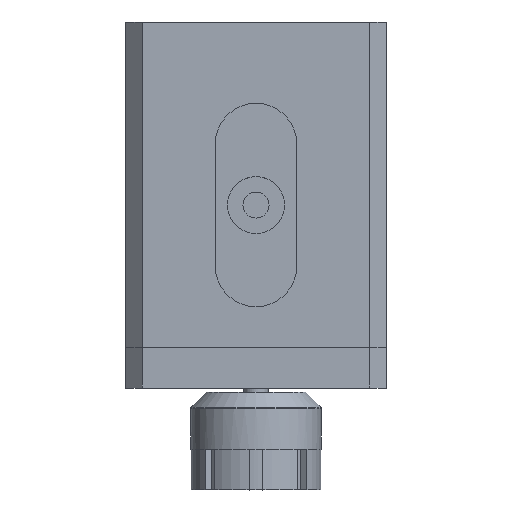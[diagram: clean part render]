
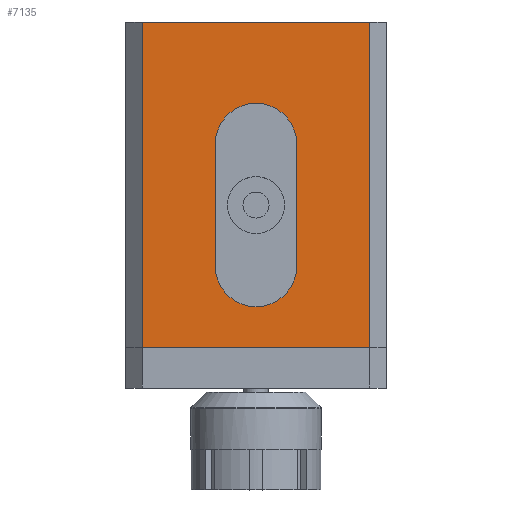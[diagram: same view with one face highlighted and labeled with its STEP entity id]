
A CAD part, top view. The second image highlights one B-rep face of the part: STEP entity #7135.
In plain terms, the highlighted planar face has unit normal (0, 0, 1).
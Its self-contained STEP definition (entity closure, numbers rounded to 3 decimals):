
#5093 = PLANE('',#5094);
#5094 = AXIS2_PLACEMENT_3D('',#5095,#5096,#5097);
#5095 = CARTESIAN_POINT('',(-16.,0.,13.));
#5096 = DIRECTION('',(0.,0.,1.));
#5097 = DIRECTION('',(1.,0.,0.));
#5278 = PLANE('',#5279);
#5279 = AXIS2_PLACEMENT_3D('',#5280,#5281,#5282);
#5280 = CARTESIAN_POINT('',(-15.,40.,12.));
#5281 = DIRECTION('',(-0.707,0.,0.707));
#5282 = DIRECTION('',(0.,-1.,0.));
#5306 = PLANE('',#5307);
#5307 = AXIS2_PLACEMENT_3D('',#5308,#5309,#5310);
#5308 = CARTESIAN_POINT('',(0.,40.,-0.583));
#5309 = DIRECTION('',(0.,1.,0.));
#5310 = DIRECTION('',(0.,0.,1.));
#5371 = VERTEX_POINT('',#5372);
#5372 = CARTESIAN_POINT('',(-14.,0.,13.));
#6184 = CYLINDRICAL_SURFACE('',#6185,5.);
#6185 = AXIS2_PLACEMENT_3D('',#6186,#6187,#6188);
#6186 = CARTESIAN_POINT('',(0.,10.,13.));
#6187 = DIRECTION('',(0.,0.,1.));
#6188 = DIRECTION('',(-1.,0.,0.));
#6212 = PLANE('',#6213);
#6213 = AXIS2_PLACEMENT_3D('',#6214,#6215,#6216);
#6214 = CARTESIAN_POINT('',(-5.,25.,13.));
#6215 = DIRECTION('',(-1.,-0.,0.));
#6216 = DIRECTION('',(0.,-1.,0.));
#6241 = CYLINDRICAL_SURFACE('',#6242,5.);
#6242 = AXIS2_PLACEMENT_3D('',#6243,#6244,#6245);
#6243 = CARTESIAN_POINT('',(0.,25.,13.));
#6244 = DIRECTION('',(0.,0.,1.));
#6245 = DIRECTION('',(-1.,0.,0.));
#6267 = PLANE('',#6268);
#6268 = AXIS2_PLACEMENT_3D('',#6269,#6270,#6271);
#6269 = CARTESIAN_POINT('',(5.,10.,13.));
#6270 = DIRECTION('',(1.,0.,0.));
#6271 = DIRECTION('',(-0.,1.,0.));
#6408 = EDGE_CURVE('',#5371,#6409,#6411,.T.);
#6409 = VERTEX_POINT('',#6410);
#6410 = CARTESIAN_POINT('',(14.,0.,13.));
#6411 = SURFACE_CURVE('',#6412,(#6416,#6423),.PCURVE_S1.);
#6412 = LINE('',#6413,#6414);
#6413 = CARTESIAN_POINT('',(-16.,0.,13.));
#6414 = VECTOR('',#6415,1.);
#6415 = DIRECTION('',(1.,0.,0.));
#6416 = PCURVE('',#5093,#6417);
#6417 = DEFINITIONAL_REPRESENTATION('',(#6418),#6422);
#6418 = LINE('',#6419,#6420);
#6419 = CARTESIAN_POINT('',(0.,0.));
#6420 = VECTOR('',#6421,1.);
#6421 = DIRECTION('',(1.,0.));
#6422 = ( GEOMETRIC_REPRESENTATION_CONTEXT(2) 
PARAMETRIC_REPRESENTATION_CONTEXT() REPRESENTATION_CONTEXT('2D SPACE',''
  ) );
#6423 = PCURVE('',#6424,#6429);
#6424 = PLANE('',#6425);
#6425 = AXIS2_PLACEMENT_3D('',#6426,#6427,#6428);
#6426 = CARTESIAN_POINT('',(16.,0.,13.));
#6427 = DIRECTION('',(0.,0.,1.));
#6428 = DIRECTION('',(-1.,0.,0.));
#6429 = DEFINITIONAL_REPRESENTATION('',(#6430),#6434);
#6430 = LINE('',#6431,#6432);
#6431 = CARTESIAN_POINT('',(32.,0.));
#6432 = VECTOR('',#6433,1.);
#6433 = DIRECTION('',(-1.,-0.));
#6434 = ( GEOMETRIC_REPRESENTATION_CONTEXT(2) 
PARAMETRIC_REPRESENTATION_CONTEXT() REPRESENTATION_CONTEXT('2D SPACE',''
  ) );
#6476 = PLANE('',#6477);
#6477 = AXIS2_PLACEMENT_3D('',#6478,#6479,#6480);
#6478 = CARTESIAN_POINT('',(15.,40.,12.));
#6479 = DIRECTION('',(0.707,0.,0.707));
#6480 = DIRECTION('',(0.,-1.,0.));
#6502 = VERTEX_POINT('',#6503);
#6503 = CARTESIAN_POINT('',(-14.,40.,13.));
#6526 = EDGE_CURVE('',#6502,#5371,#6527,.T.);
#6527 = SURFACE_CURVE('',#6528,(#6532,#6539),.PCURVE_S1.);
#6528 = LINE('',#6529,#6530);
#6529 = CARTESIAN_POINT('',(-14.,40.,13.));
#6530 = VECTOR('',#6531,1.);
#6531 = DIRECTION('',(0.,-1.,0.));
#6532 = PCURVE('',#5278,#6533);
#6533 = DEFINITIONAL_REPRESENTATION('',(#6534),#6538);
#6534 = LINE('',#6535,#6536);
#6535 = CARTESIAN_POINT('',(0.,1.414));
#6536 = VECTOR('',#6537,1.);
#6537 = DIRECTION('',(1.,0.));
#6538 = ( GEOMETRIC_REPRESENTATION_CONTEXT(2) 
PARAMETRIC_REPRESENTATION_CONTEXT() REPRESENTATION_CONTEXT('2D SPACE',''
  ) );
#6539 = PCURVE('',#6424,#6540);
#6540 = DEFINITIONAL_REPRESENTATION('',(#6541),#6545);
#6541 = LINE('',#6542,#6543);
#6542 = CARTESIAN_POINT('',(30.,-40.));
#6543 = VECTOR('',#6544,1.);
#6544 = DIRECTION('',(-0.,1.));
#6545 = ( GEOMETRIC_REPRESENTATION_CONTEXT(2) 
PARAMETRIC_REPRESENTATION_CONTEXT() REPRESENTATION_CONTEXT('2D SPACE',''
  ) );
#6622 = EDGE_CURVE('',#6623,#6502,#6625,.T.);
#6623 = VERTEX_POINT('',#6624);
#6624 = CARTESIAN_POINT('',(14.,40.,13.));
#6625 = SURFACE_CURVE('',#6626,(#6630,#6637),.PCURVE_S1.);
#6626 = LINE('',#6627,#6628);
#6627 = CARTESIAN_POINT('',(16.,40.,13.));
#6628 = VECTOR('',#6629,1.);
#6629 = DIRECTION('',(-1.,0.,-0.));
#6630 = PCURVE('',#5306,#6631);
#6631 = DEFINITIONAL_REPRESENTATION('',(#6632),#6636);
#6632 = LINE('',#6633,#6634);
#6633 = CARTESIAN_POINT('',(13.583,16.));
#6634 = VECTOR('',#6635,1.);
#6635 = DIRECTION('',(-0.,-1.));
#6636 = ( GEOMETRIC_REPRESENTATION_CONTEXT(2) 
PARAMETRIC_REPRESENTATION_CONTEXT() REPRESENTATION_CONTEXT('2D SPACE',''
  ) );
#6637 = PCURVE('',#6424,#6638);
#6638 = DEFINITIONAL_REPRESENTATION('',(#6639),#6643);
#6639 = LINE('',#6640,#6641);
#6640 = CARTESIAN_POINT('',(0.,-40.));
#6641 = VECTOR('',#6642,1.);
#6642 = DIRECTION('',(1.,0.));
#6643 = ( GEOMETRIC_REPRESENTATION_CONTEXT(2) 
PARAMETRIC_REPRESENTATION_CONTEXT() REPRESENTATION_CONTEXT('2D SPACE',''
  ) );
#6941 = EDGE_CURVE('',#6942,#6944,#6946,.T.);
#6942 = VERTEX_POINT('',#6943);
#6943 = CARTESIAN_POINT('',(-5.,10.,13.));
#6944 = VERTEX_POINT('',#6945);
#6945 = CARTESIAN_POINT('',(5.,10.,13.));
#6946 = SURFACE_CURVE('',#6947,(#6952,#6959),.PCURVE_S1.);
#6947 = CIRCLE('',#6948,5.);
#6948 = AXIS2_PLACEMENT_3D('',#6949,#6950,#6951);
#6949 = CARTESIAN_POINT('',(0.,10.,13.));
#6950 = DIRECTION('',(0.,0.,1.));
#6951 = DIRECTION('',(-1.,0.,0.));
#6952 = PCURVE('',#6184,#6953);
#6953 = DEFINITIONAL_REPRESENTATION('',(#6954),#6958);
#6954 = LINE('',#6955,#6956);
#6955 = CARTESIAN_POINT('',(0.,0.));
#6956 = VECTOR('',#6957,1.);
#6957 = DIRECTION('',(1.,0.));
#6958 = ( GEOMETRIC_REPRESENTATION_CONTEXT(2) 
PARAMETRIC_REPRESENTATION_CONTEXT() REPRESENTATION_CONTEXT('2D SPACE',''
  ) );
#6959 = PCURVE('',#6424,#6960);
#6960 = DEFINITIONAL_REPRESENTATION('',(#6961),#6965);
#6961 = CIRCLE('',#6962,5.);
#6962 = AXIS2_PLACEMENT_2D('',#6963,#6964);
#6963 = CARTESIAN_POINT('',(16.,-10.));
#6964 = DIRECTION('',(1.,0.));
#6965 = ( GEOMETRIC_REPRESENTATION_CONTEXT(2) 
PARAMETRIC_REPRESENTATION_CONTEXT() REPRESENTATION_CONTEXT('2D SPACE',''
  ) );
#7013 = EDGE_CURVE('',#6944,#7014,#7016,.T.);
#7014 = VERTEX_POINT('',#7015);
#7015 = CARTESIAN_POINT('',(5.,25.,13.));
#7016 = SURFACE_CURVE('',#7017,(#7021,#7028),.PCURVE_S1.);
#7017 = LINE('',#7018,#7019);
#7018 = CARTESIAN_POINT('',(5.,10.,13.));
#7019 = VECTOR('',#7020,1.);
#7020 = DIRECTION('',(0.,1.,0.));
#7021 = PCURVE('',#6267,#7022);
#7022 = DEFINITIONAL_REPRESENTATION('',(#7023),#7027);
#7023 = LINE('',#7024,#7025);
#7024 = CARTESIAN_POINT('',(0.,0.));
#7025 = VECTOR('',#7026,1.);
#7026 = DIRECTION('',(1.,0.));
#7027 = ( GEOMETRIC_REPRESENTATION_CONTEXT(2) 
PARAMETRIC_REPRESENTATION_CONTEXT() REPRESENTATION_CONTEXT('2D SPACE',''
  ) );
#7028 = PCURVE('',#6424,#7029);
#7029 = DEFINITIONAL_REPRESENTATION('',(#7030),#7034);
#7030 = LINE('',#7031,#7032);
#7031 = CARTESIAN_POINT('',(11.,-10.));
#7032 = VECTOR('',#7033,1.);
#7033 = DIRECTION('',(0.,-1.));
#7034 = ( GEOMETRIC_REPRESENTATION_CONTEXT(2) 
PARAMETRIC_REPRESENTATION_CONTEXT() REPRESENTATION_CONTEXT('2D SPACE',''
  ) );
#7062 = EDGE_CURVE('',#7014,#7063,#7065,.T.);
#7063 = VERTEX_POINT('',#7064);
#7064 = CARTESIAN_POINT('',(-5.,25.,13.));
#7065 = SURFACE_CURVE('',#7066,(#7071,#7078),.PCURVE_S1.);
#7066 = CIRCLE('',#7067,5.);
#7067 = AXIS2_PLACEMENT_3D('',#7068,#7069,#7070);
#7068 = CARTESIAN_POINT('',(0.,25.,13.));
#7069 = DIRECTION('',(0.,0.,1.));
#7070 = DIRECTION('',(-1.,0.,0.));
#7071 = PCURVE('',#6241,#7072);
#7072 = DEFINITIONAL_REPRESENTATION('',(#7073),#7077);
#7073 = LINE('',#7074,#7075);
#7074 = CARTESIAN_POINT('',(0.,0.));
#7075 = VECTOR('',#7076,1.);
#7076 = DIRECTION('',(1.,0.));
#7077 = ( GEOMETRIC_REPRESENTATION_CONTEXT(2) 
PARAMETRIC_REPRESENTATION_CONTEXT() REPRESENTATION_CONTEXT('2D SPACE',''
  ) );
#7078 = PCURVE('',#6424,#7079);
#7079 = DEFINITIONAL_REPRESENTATION('',(#7080),#7084);
#7080 = CIRCLE('',#7081,5.);
#7081 = AXIS2_PLACEMENT_2D('',#7082,#7083);
#7082 = CARTESIAN_POINT('',(16.,-25.));
#7083 = DIRECTION('',(1.,0.));
#7084 = ( GEOMETRIC_REPRESENTATION_CONTEXT(2) 
PARAMETRIC_REPRESENTATION_CONTEXT() REPRESENTATION_CONTEXT('2D SPACE',''
  ) );
#7112 = EDGE_CURVE('',#7063,#6942,#7113,.T.);
#7113 = SURFACE_CURVE('',#7114,(#7118,#7125),.PCURVE_S1.);
#7114 = LINE('',#7115,#7116);
#7115 = CARTESIAN_POINT('',(-5.,25.,13.));
#7116 = VECTOR('',#7117,1.);
#7117 = DIRECTION('',(-0.,-1.,0.));
#7118 = PCURVE('',#6212,#7119);
#7119 = DEFINITIONAL_REPRESENTATION('',(#7120),#7124);
#7120 = LINE('',#7121,#7122);
#7121 = CARTESIAN_POINT('',(0.,0.));
#7122 = VECTOR('',#7123,1.);
#7123 = DIRECTION('',(1.,0.));
#7124 = ( GEOMETRIC_REPRESENTATION_CONTEXT(2) 
PARAMETRIC_REPRESENTATION_CONTEXT() REPRESENTATION_CONTEXT('2D SPACE',''
  ) );
#7125 = PCURVE('',#6424,#7126);
#7126 = DEFINITIONAL_REPRESENTATION('',(#7127),#7131);
#7127 = LINE('',#7128,#7129);
#7128 = CARTESIAN_POINT('',(21.,-25.));
#7129 = VECTOR('',#7130,1.);
#7130 = DIRECTION('',(0.,1.));
#7131 = ( GEOMETRIC_REPRESENTATION_CONTEXT(2) 
PARAMETRIC_REPRESENTATION_CONTEXT() REPRESENTATION_CONTEXT('2D SPACE',''
  ) );
#7135 = ADVANCED_FACE('',(#7136,#7162),#6424,.T.);
#7136 = FACE_BOUND('',#7137,.T.);
#7137 = EDGE_LOOP('',(#7138,#7139,#7160,#7161));
#7138 = ORIENTED_EDGE('',*,*,#6408,.T.);
#7139 = ORIENTED_EDGE('',*,*,#7140,.F.);
#7140 = EDGE_CURVE('',#6623,#6409,#7141,.T.);
#7141 = SURFACE_CURVE('',#7142,(#7146,#7153),.PCURVE_S1.);
#7142 = LINE('',#7143,#7144);
#7143 = CARTESIAN_POINT('',(14.,40.,13.));
#7144 = VECTOR('',#7145,1.);
#7145 = DIRECTION('',(0.,-1.,0.));
#7146 = PCURVE('',#6424,#7147);
#7147 = DEFINITIONAL_REPRESENTATION('',(#7148),#7152);
#7148 = LINE('',#7149,#7150);
#7149 = CARTESIAN_POINT('',(2.,-40.));
#7150 = VECTOR('',#7151,1.);
#7151 = DIRECTION('',(-0.,1.));
#7152 = ( GEOMETRIC_REPRESENTATION_CONTEXT(2) 
PARAMETRIC_REPRESENTATION_CONTEXT() REPRESENTATION_CONTEXT('2D SPACE',''
  ) );
#7153 = PCURVE('',#6476,#7154);
#7154 = DEFINITIONAL_REPRESENTATION('',(#7155),#7159);
#7155 = LINE('',#7156,#7157);
#7156 = CARTESIAN_POINT('',(0.,-1.414));
#7157 = VECTOR('',#7158,1.);
#7158 = DIRECTION('',(1.,0.));
#7159 = ( GEOMETRIC_REPRESENTATION_CONTEXT(2) 
PARAMETRIC_REPRESENTATION_CONTEXT() REPRESENTATION_CONTEXT('2D SPACE',''
  ) );
#7160 = ORIENTED_EDGE('',*,*,#6622,.T.);
#7161 = ORIENTED_EDGE('',*,*,#6526,.T.);
#7162 = FACE_BOUND('',#7163,.T.);
#7163 = EDGE_LOOP('',(#7164,#7165,#7166,#7167));
#7164 = ORIENTED_EDGE('',*,*,#6941,.F.);
#7165 = ORIENTED_EDGE('',*,*,#7112,.F.);
#7166 = ORIENTED_EDGE('',*,*,#7062,.F.);
#7167 = ORIENTED_EDGE('',*,*,#7013,.F.);
